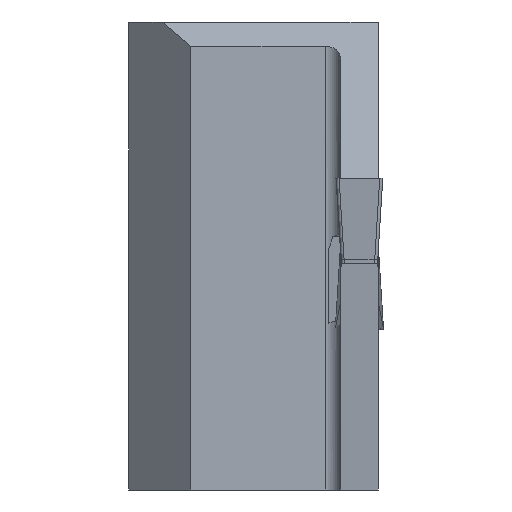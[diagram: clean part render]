
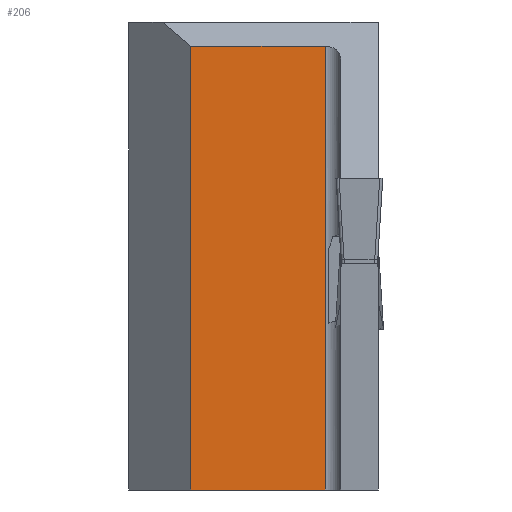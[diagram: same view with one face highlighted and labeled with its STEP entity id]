
A CAD part, left-side view. The second image highlights one B-rep face of the part: STEP entity #206.
In plain terms, the highlighted planar face has unit normal (-1, 0, 0).
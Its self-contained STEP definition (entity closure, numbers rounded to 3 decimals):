
#206=ADVANCED_FACE('',(#283),#248,.T.);
#248=PLANE('',#982);
#283=FACE_OUTER_BOUND('',#325,.T.);
#325=EDGE_LOOP('',(#384,#385,#386,#387));
#384=ORIENTED_EDGE('',*,*,#687,.T.);
#385=ORIENTED_EDGE('',*,*,#688,.T.);
#386=ORIENTED_EDGE('',*,*,#683,.T.);
#387=ORIENTED_EDGE('',*,*,#689,.T.);
#606=VERTEX_POINT('',#1287);
#607=VERTEX_POINT('',#1289);
#610=VERTEX_POINT('',#1297);
#611=VERTEX_POINT('',#1298);
#683=EDGE_CURVE('',#607,#606,#795,.T.);
#687=EDGE_CURVE('',#610,#611,#799,.T.);
#688=EDGE_CURVE('',#611,#607,#800,.T.);
#689=EDGE_CURVE('',#606,#610,#801,.T.);
#795=LINE('',#1288,#892);
#799=LINE('',#1296,#896);
#800=LINE('',#1299,#897);
#801=LINE('',#1300,#898);
#892=VECTOR('',#1061,1.);
#896=VECTOR('',#1067,1.);
#897=VECTOR('',#1068,1.);
#898=VECTOR('',#1069,1.);
#982=AXIS2_PLACEMENT_3D('',#1301,#1070,#1071);
#1061=DIRECTION('',(0.,-1.,0.));
#1067=DIRECTION('',(0.,1.,0.));
#1068=DIRECTION('',(0.,0.,-1.));
#1069=DIRECTION('',(0.,0.,1.));
#1070=DIRECTION('',(-1.,0.,0.));
#1071=DIRECTION('',(0.,0.,1.));
#1287=CARTESIAN_POINT('',(16.,-12.6,-20.));
#1288=CARTESIAN_POINT('',(16.,11.4,-20.));
#1289=CARTESIAN_POINT('',(16.,-4.,-20.));
#1296=CARTESIAN_POINT('',(16.,-1.,8.456));
#1297=CARTESIAN_POINT('',(16.,-12.6,8.456));
#1298=CARTESIAN_POINT('',(16.,-4.,8.456));
#1299=CARTESIAN_POINT('',(16.,-4.,-30.));
#1300=CARTESIAN_POINT('',(16.,-12.6,10.));
#1301=CARTESIAN_POINT('',(16.,11.4,10.));
